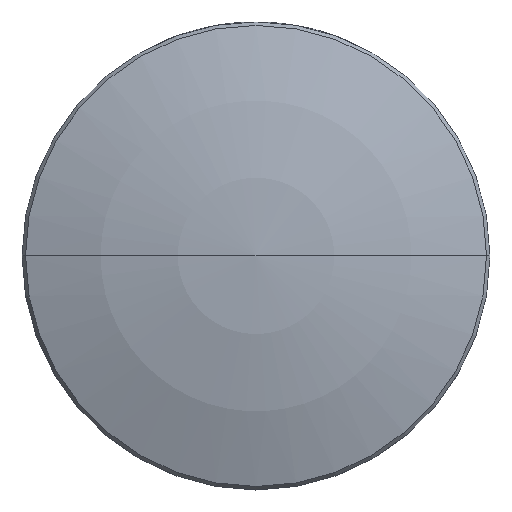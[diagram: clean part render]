
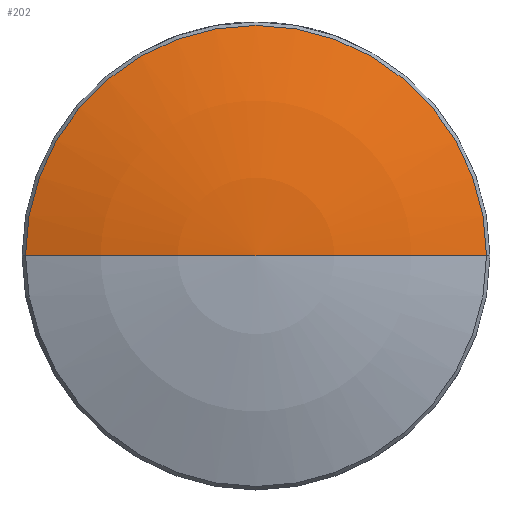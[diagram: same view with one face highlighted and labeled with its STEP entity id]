
A CAD part, top view. The second image highlights one B-rep face of the part: STEP entity #202.
In plain terms, the highlighted toroidal (fillet/blend) face has major radius 0.001 mm and minor radius 18.4 mm.
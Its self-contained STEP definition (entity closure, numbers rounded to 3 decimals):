
#12 = DIRECTION ( 'NONE',  ( 0., -1., 0. ) ) ;
#53 = AXIS2_PLACEMENT_3D ( 'NONE', #804, #12, #812 ) ;
#124 = AXIS2_PLACEMENT_3D ( 'NONE', #1416, #489, #504 ) ;
#202 = ADVANCED_FACE ( 'NONE', ( #1368 ), #1012, .T. ) ;
#301 = CIRCLE ( 'NONE', #1476, 18.4 ) ;
#489 = DIRECTION ( 'NONE',  ( 0., 0., 1. ) ) ;
#493 = ORIENTED_EDGE ( 'NONE', *, *, #1485, .T. ) ;
#504 = DIRECTION ( 'NONE',  ( 1., 0., 0. ) ) ;
#517 = CARTESIAN_POINT ( 'NONE',  ( 0.659, -13.721, 0.032 ) ) ;
#804 = CARTESIAN_POINT ( 'NONE',  ( 0.661, -13.721, -17.272 ) ) ;
#812 = DIRECTION ( 'NONE',  ( 0., 0., -1. ) ) ;
#925 = AXIS2_PLACEMENT_3D ( 'NONE', #517, #1140, #973 ) ;
#973 = DIRECTION ( 'NONE',  ( -1., 0., 0. ) ) ;
#983 = VERTEX_POINT ( 'NONE', #1983 ) ;
#987 = CARTESIAN_POINT ( 'NONE',  ( -5.597, -13.721, 0.032 ) ) ;
#1012 = TOROIDAL_SURFACE ( 'NONE', #124, 0.001, 18.4 ) ;
#1071 = CIRCLE ( 'NONE', #925, 6.256 ) ;
#1140 = DIRECTION ( 'NONE',  ( 0., 0., 1. ) ) ;
#1291 = VERTEX_POINT ( 'NONE', #1604 ) ;
#1295 = DIRECTION ( 'NONE',  ( -1., 0., 0. ) ) ;
#1368 = FACE_OUTER_BOUND ( 'NONE', #2010, .T. ) ;
#1416 = CARTESIAN_POINT ( 'NONE',  ( 0.659, -13.721, -17.272 ) ) ;
#1429 = DIRECTION ( 'NONE',  ( 0., 1., 0. ) ) ;
#1476 = AXIS2_PLACEMENT_3D ( 'NONE', #1883, #1429, #1295 ) ;
#1485 = EDGE_CURVE ( 'NONE', #1291, #1541, #1071, .T. ) ;
#1541 = VERTEX_POINT ( 'NONE', #987 ) ;
#1559 = EDGE_CURVE ( 'NONE', #1291, #983, #1561, .T. ) ;
#1561 = CIRCLE ( 'NONE', #53, 18.4 ) ;
#1604 = CARTESIAN_POINT ( 'NONE',  ( 6.916, -13.721, 0.032 ) ) ;
#1664 = EDGE_CURVE ( 'NONE', #1541, #983, #301, .T. ) ;
#1673 = ORIENTED_EDGE ( 'NONE', *, *, #1664, .T. ) ;
#1851 = ORIENTED_EDGE ( 'NONE', *, *, #1559, .F. ) ;
#1883 = CARTESIAN_POINT ( 'NONE',  ( 0.658, -13.721, -17.272 ) ) ;
#1983 = CARTESIAN_POINT ( 'NONE',  ( 0.659, -13.721, 1.128 ) ) ;
#2010 = EDGE_LOOP ( 'NONE', ( #493, #1673, #1851 ) ) ;
